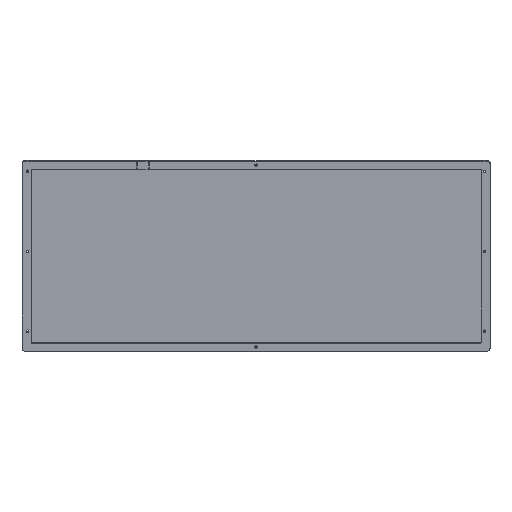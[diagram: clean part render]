
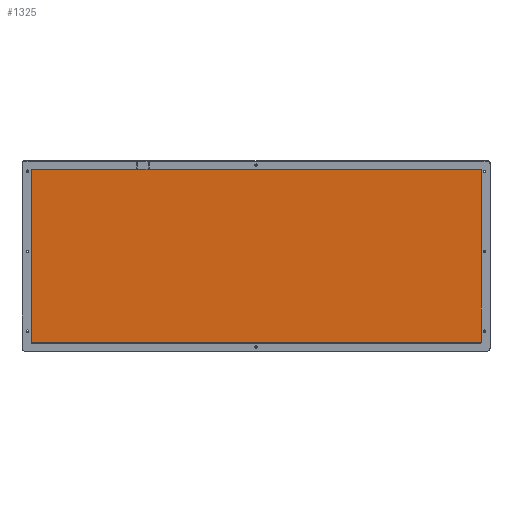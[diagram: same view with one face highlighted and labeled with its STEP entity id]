
A CAD part, top view. The second image highlights one B-rep face of the part: STEP entity #1325.
In plain terms, the highlighted planar face has unit normal (0, -0.065, 0.998).
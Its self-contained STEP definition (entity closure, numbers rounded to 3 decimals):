
#109=CIRCLE('',#1436,1.);
#110=CIRCLE('',#1439,1.);
#111=CIRCLE('',#1441,1.);
#112=CIRCLE('',#1442,1.);
#205=FACE_OUTER_BOUND('',#296,.T.);
#296=EDGE_LOOP('',(#988,#989,#990,#991,#992,#993,#994,#995));
#400=LINE('',#2080,#489);
#414=LINE('',#2145,#503);
#417=LINE('',#2152,#506);
#418=LINE('',#2156,#507);
#489=VECTOR('',#1642,10.);
#503=VECTOR('',#1702,10.);
#506=VECTOR('',#1711,10.);
#507=VECTOR('',#1714,10.);
#586=VERTEX_POINT('',#2077);
#587=VERTEX_POINT('',#2079);
#613=VERTEX_POINT('',#2138);
#614=VERTEX_POINT('',#2139);
#615=VERTEX_POINT('',#2144);
#616=VERTEX_POINT('',#2148);
#617=VERTEX_POINT('',#2153);
#618=VERTEX_POINT('',#2155);
#725=EDGE_CURVE('',#587,#586,#400,.T.);
#755=EDGE_CURVE('',#613,#614,#109,.T.);
#758=EDGE_CURVE('',#615,#613,#414,.T.);
#760=EDGE_CURVE('',#616,#587,#110,.T.);
#762=EDGE_CURVE('',#616,#614,#417,.T.);
#763=EDGE_CURVE('',#586,#617,#111,.T.);
#764=EDGE_CURVE('',#618,#617,#418,.T.);
#765=EDGE_CURVE('',#618,#615,#112,.T.);
#988=ORIENTED_EDGE('',*,*,#755,.T.);
#989=ORIENTED_EDGE('',*,*,#762,.F.);
#990=ORIENTED_EDGE('',*,*,#760,.T.);
#991=ORIENTED_EDGE('',*,*,#725,.T.);
#992=ORIENTED_EDGE('',*,*,#763,.T.);
#993=ORIENTED_EDGE('',*,*,#764,.F.);
#994=ORIENTED_EDGE('',*,*,#765,.T.);
#995=ORIENTED_EDGE('',*,*,#758,.T.);
#1286=PLANE('',#1440);
#1325=ADVANCED_FACE('',(#205),#1286,.T.);
#1436=AXIS2_PLACEMENT_3D('',#2140,#1696,#1697);
#1439=AXIS2_PLACEMENT_3D('',#2149,#1706,#1707);
#1440=AXIS2_PLACEMENT_3D('',#2151,#1709,#1710);
#1441=AXIS2_PLACEMENT_3D('',#2154,#1712,#1713);
#1442=AXIS2_PLACEMENT_3D('',#2157,#1715,#1716);
#1642=DIRECTION('',(-1.,0.,0.));
#1696=DIRECTION('center_axis',(0.,-0.065,
0.998));
#1697=DIRECTION('ref_axis',(0.707,-0.706,-0.046));
#1702=DIRECTION('',(1.,0.,0.));
#1706=DIRECTION('center_axis',(0.,-0.065,
0.998));
#1707=DIRECTION('ref_axis',(0.707,0.706,0.046));
#1709=DIRECTION('center_axis',(0.,-0.065,
0.998));
#1710=DIRECTION('ref_axis',(1.,0.,0.));
#1711=DIRECTION('',(0.,-0.998,-0.065));
#1712=DIRECTION('center_axis',(0.,-0.065,
0.998));
#1713=DIRECTION('ref_axis',(-0.707,0.706,0.046));
#1714=DIRECTION('',(0.,0.998,0.065));
#1715=DIRECTION('center_axis',(0.,-0.065,
0.998));
#1716=DIRECTION('ref_axis',(-0.707,-0.706,-0.046));
#2077=CARTESIAN_POINT('',(-196.419,476.671,120.55));
#2079=CARTESIAN_POINT('',(253.631,476.671,120.55));
#2080=CARTESIAN_POINT('',(44.196,476.671,120.55));
#2138=CARTESIAN_POINT('',(253.631,301.899,109.095));
#2139=CARTESIAN_POINT('',(254.631,302.896,109.161));
#2140=CARTESIAN_POINT('Origin',(253.631,302.896,109.161));
#2144=CARTESIAN_POINT('',(-196.419,301.899,109.095));
#2145=CARTESIAN_POINT('',(-181.829,301.899,109.095));
#2148=CARTESIAN_POINT('',(254.631,475.673,120.485));
#2149=CARTESIAN_POINT('Origin',(253.631,475.673,120.485));
#2151=CARTESIAN_POINT('Origin',(-166.239,294.142,108.587));
#2152=CARTESIAN_POINT('',(254.631,310.879,109.684));
#2153=CARTESIAN_POINT('',(-197.419,475.673,120.485));
#2154=CARTESIAN_POINT('Origin',(-196.419,475.673,120.485));
#2155=CARTESIAN_POINT('',(-197.419,302.896,109.161));
#2156=CARTESIAN_POINT('',(-197.419,304.683,109.278));
#2157=CARTESIAN_POINT('Origin',(-196.419,302.896,109.161));
